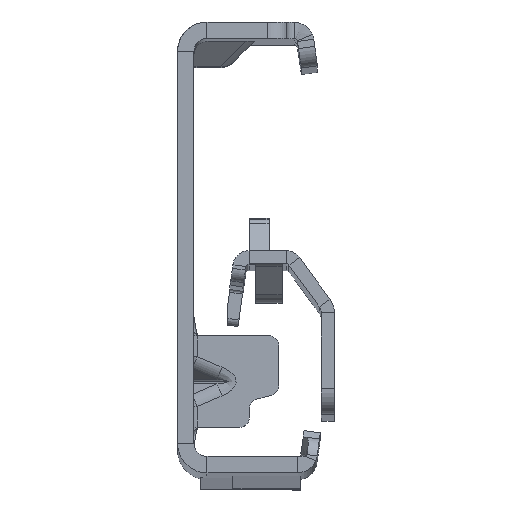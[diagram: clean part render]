
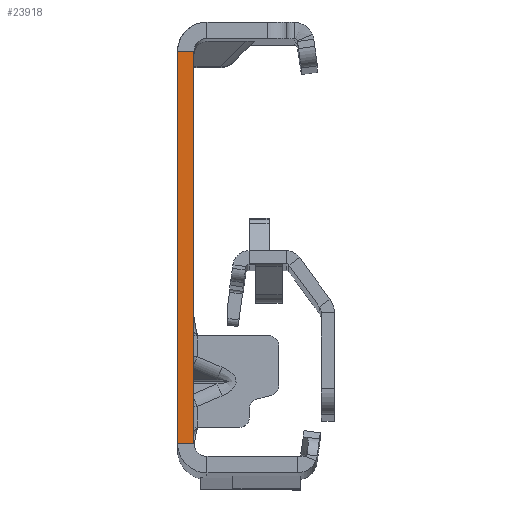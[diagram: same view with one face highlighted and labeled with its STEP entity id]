
A CAD part, top view. The second image highlights one B-rep face of the part: STEP entity #23918.
In plain terms, the highlighted planar face has unit normal (0, 0, 1).
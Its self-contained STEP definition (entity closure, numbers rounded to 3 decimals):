
#1445 = CARTESIAN_POINT ( 'NONE',  ( 0., 30., 0. ) ) ;
#2195 = AXIS2_PLACEMENT_3D ( 'NONE', #33214, #31565, #46673 ) ;
#3554 = CARTESIAN_POINT ( 'NONE',  ( -2.5, -30., 0. ) ) ;
#4873 = FACE_OUTER_BOUND ( 'NONE', #19931, .T. ) ;
#5705 = VECTOR ( 'NONE', #9797, 1000. ) ;
#6502 = EDGE_CURVE ( 'NONE', #9257, #11275, #47854, .T. ) ;
#7330 = VECTOR ( 'NONE', #40486, 1000. ) ;
#7482 = ORIENTED_EDGE ( 'NONE', *, *, #46654, .F. ) ;
#9257 = VERTEX_POINT ( 'NONE', #26780 ) ;
#9797 = DIRECTION ( 'NONE',  ( 0., -1., 0. ) ) ;
#10087 = CARTESIAN_POINT ( 'NONE',  ( 0., -32., 0. ) ) ;
#11275 = VERTEX_POINT ( 'NONE', #3554 ) ;
#11967 = VERTEX_POINT ( 'NONE', #25284 ) ;
#19525 = CARTESIAN_POINT ( 'NONE',  ( 0., -30., 0. ) ) ;
#19931 = EDGE_LOOP ( 'NONE', ( #40547, #21529, #45272, #7482 ) ) ;
#20266 = DIRECTION ( 'NONE',  ( -1., 0., 0. ) ) ;
#21529 = ORIENTED_EDGE ( 'NONE', *, *, #33244, .T. ) ;
#21860 = LINE ( 'NONE', #10087, #7330 ) ;
#23918 = ADVANCED_FACE ( 'NONE', ( #4873 ), #29219, .T. ) ;
#25284 = CARTESIAN_POINT ( 'NONE',  ( 0., -30., 0. ) ) ;
#26780 = CARTESIAN_POINT ( 'NONE',  ( -2.5, 30., 0. ) ) ;
#28008 = CARTESIAN_POINT ( 'NONE',  ( -2.5, -32., 0. ) ) ;
#28754 = VECTOR ( 'NONE', #29348, 1000. ) ;
#29219 = PLANE ( 'NONE',  #2195 ) ;
#29348 = DIRECTION ( 'NONE',  ( -1., 0., 0. ) ) ;
#31469 = LINE ( 'NONE', #19525, #47959 ) ;
#31565 = DIRECTION ( 'NONE',  ( 0., 0., 1. ) ) ;
#32079 = VERTEX_POINT ( 'NONE', #1445 ) ;
#33214 = CARTESIAN_POINT ( 'NONE',  ( -2.5, -32., 0. ) ) ;
#33244 = EDGE_CURVE ( 'NONE', #32079, #9257, #36869, .T. ) ;
#36869 = LINE ( 'NONE', #47998, #28754 ) ;
#40486 = DIRECTION ( 'NONE',  ( 0., -1., 0. ) ) ;
#40547 = ORIENTED_EDGE ( 'NONE', *, *, #45312, .F. ) ;
#45272 = ORIENTED_EDGE ( 'NONE', *, *, #6502, .T. ) ;
#45312 = EDGE_CURVE ( 'NONE', #32079, #11967, #21860, .T. ) ;
#46654 = EDGE_CURVE ( 'NONE', #11967, #11275, #31469, .T. ) ;
#46673 = DIRECTION ( 'NONE',  ( 1., 0., 0. ) ) ;
#47854 = LINE ( 'NONE', #28008, #5705 ) ;
#47959 = VECTOR ( 'NONE', #20266, 1000. ) ;
#47998 = CARTESIAN_POINT ( 'NONE',  ( 0., 30., 0. ) ) ;
